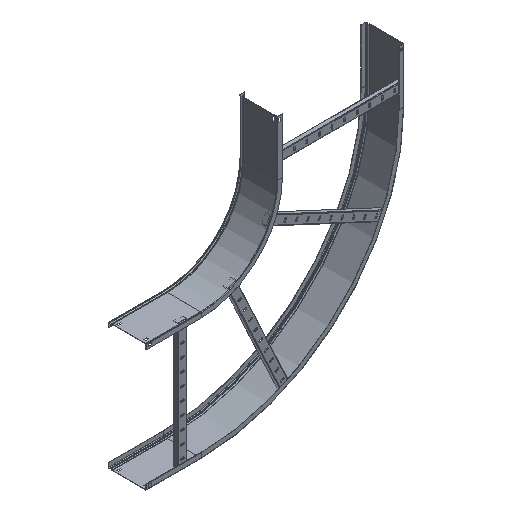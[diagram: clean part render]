
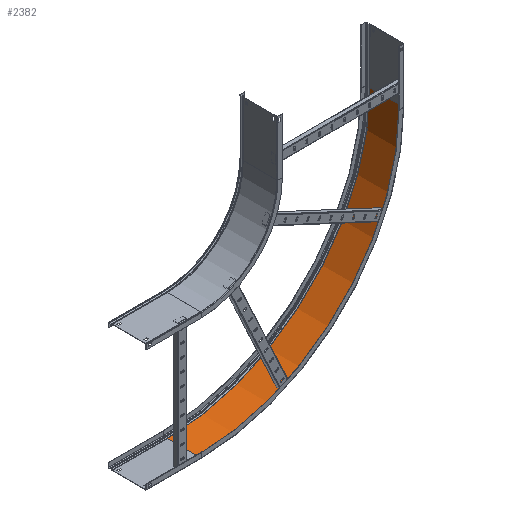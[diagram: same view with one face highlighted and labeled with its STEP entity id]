
A CAD part, isometric view. The second image highlights one B-rep face of the part: STEP entity #2382.
In plain terms, the highlighted cylindrical face has radius 798.8 mm (diameter 1597.6 mm), a partial arc.
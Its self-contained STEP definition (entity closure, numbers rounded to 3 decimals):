
#570 = VERTEX_POINT ( 'NONE', #3507 ) ;
#921 = EDGE_LOOP ( 'NONE', ( #8801, #3366, #7921, #2894 ) ) ;
#994 = DIRECTION ( 'NONE',  ( 0., 1., 0. ) ) ;
#1023 = EDGE_CURVE ( 'NONE', #8534, #7349, #7232, .T. ) ;
#1163 = DIRECTION ( 'NONE',  ( 0., 0., 1. ) ) ;
#1743 = CIRCLE ( 'NONE', #6765, 798.8 ) ;
#1964 = LINE ( 'NONE', #4606, #7852 ) ;
#2026 = CARTESIAN_POINT ( 'NONE',  ( 0., 134.026, 0. ) ) ;
#2161 = AXIS2_PLACEMENT_3D ( 'NONE', #2026, #2790, #8226 ) ;
#2181 = DIRECTION ( 'NONE',  ( 0., 0., 1. ) ) ;
#2311 = CARTESIAN_POINT ( 'NONE',  ( 798.8, 2.2, 0. ) ) ;
#2382 = ADVANCED_FACE ( 'NONE', ( #8068 ), #5271, .F. ) ;
#2389 = CARTESIAN_POINT ( 'NONE',  ( 798.8, 134.026, 0. ) ) ;
#2484 = EDGE_CURVE ( 'NONE', #7788, #570, #1743, .T. ) ;
#2546 = CARTESIAN_POINT ( 'NONE',  ( 0., 134.026, -798.8 ) ) ;
#2712 = EDGE_CURVE ( 'NONE', #570, #7349, #8686, .T. ) ;
#2790 = DIRECTION ( 'NONE',  ( 0., 1., 0. ) ) ;
#2894 = ORIENTED_EDGE ( 'NONE', *, *, #4020, .T. ) ;
#2912 = CARTESIAN_POINT ( 'NONE',  ( 0., 2.2, 0. ) ) ;
#3366 = ORIENTED_EDGE ( 'NONE', *, *, #2712, .F. ) ;
#3507 = CARTESIAN_POINT ( 'NONE',  ( 0., 2.2, -798.8 ) ) ;
#3662 = VECTOR ( 'NONE', #994, 1000. ) ;
#3948 = DIRECTION ( 'NONE',  ( 0., 1., 0. ) ) ;
#4007 = AXIS2_PLACEMENT_3D ( 'NONE', #5232, #5263, #1163 ) ;
#4020 = EDGE_CURVE ( 'NONE', #7788, #8534, #1964, .T. ) ;
#4412 = CARTESIAN_POINT ( 'NONE',  ( 0., 2.2, -798.8 ) ) ;
#4606 = CARTESIAN_POINT ( 'NONE',  ( 798.8, 0., 0. ) ) ;
#4892 = DIRECTION ( 'NONE',  ( 0., 1., 0. ) ) ;
#5232 = CARTESIAN_POINT ( 'NONE',  ( 0., 0., 0. ) ) ;
#5263 = DIRECTION ( 'NONE',  ( 0., 1., 0. ) ) ;
#5271 = CYLINDRICAL_SURFACE ( 'NONE', #4007, 798.8 ) ;
#6765 = AXIS2_PLACEMENT_3D ( 'NONE', #2912, #4892, #2181 ) ;
#7232 = CIRCLE ( 'NONE', #2161, 798.8 ) ;
#7349 = VERTEX_POINT ( 'NONE', #2546 ) ;
#7788 = VERTEX_POINT ( 'NONE', #2311 ) ;
#7852 = VECTOR ( 'NONE', #3948, 1000. ) ;
#7921 = ORIENTED_EDGE ( 'NONE', *, *, #2484, .F. ) ;
#8068 = FACE_OUTER_BOUND ( 'NONE', #921, .T. ) ;
#8226 = DIRECTION ( 'NONE',  ( 0., 0., 1. ) ) ;
#8534 = VERTEX_POINT ( 'NONE', #2389 ) ;
#8686 = LINE ( 'NONE', #4412, #3662 ) ;
#8801 = ORIENTED_EDGE ( 'NONE', *, *, #1023, .T. ) ;
